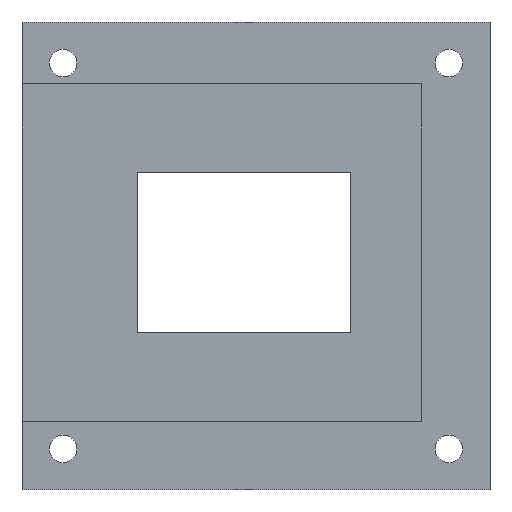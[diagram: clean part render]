
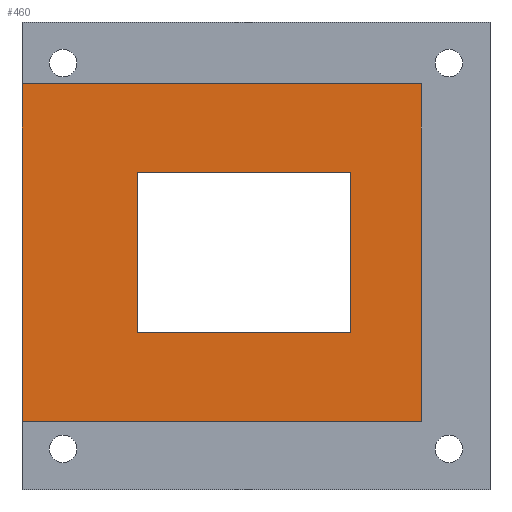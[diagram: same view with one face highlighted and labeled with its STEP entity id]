
A CAD part, left-side view. The second image highlights one B-rep face of the part: STEP entity #460.
In plain terms, the highlighted planar face has unit normal (-1, 0, 0).
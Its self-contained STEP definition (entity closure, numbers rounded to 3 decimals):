
#24=LINE('',#715,#68);
#27=LINE('',#721,#71);
#32=LINE('',#730,#76);
#33=LINE('',#732,#77);
#34=LINE('',#735,#78);
#35=LINE('',#737,#79);
#36=LINE('',#739,#80);
#37=LINE('',#740,#81);
#68=VECTOR('',#596,10.2);
#71=VECTOR('',#601,10.2);
#76=VECTOR('',#608,10.2);
#77=VECTOR('',#611,10.);
#78=VECTOR('',#612,10.);
#79=VECTOR('',#613,10.);
#80=VECTOR('',#614,10.);
#81=VECTOR('',#615,10.);
#115=FACE_BOUND('',#171,.T.);
#140=FACE_OUTER_BOUND('',#170,.T.);
#170=EDGE_LOOP('',(#359,#360,#361,#362));
#171=EDGE_LOOP('',(#363,#364,#365,#366));
#223=VERTEX_POINT('',#711);
#225=VERTEX_POINT('',#714);
#227=VERTEX_POINT('',#720);
#230=VERTEX_POINT('',#727);
#231=VERTEX_POINT('',#733);
#232=VERTEX_POINT('',#734);
#233=VERTEX_POINT('',#736);
#234=VERTEX_POINT('',#738);
#272=EDGE_CURVE('',#223,#225,#24,.T.);
#275=EDGE_CURVE('',#225,#227,#27,.T.);
#280=EDGE_CURVE('',#227,#230,#32,.T.);
#281=EDGE_CURVE('',#230,#223,#33,.T.);
#282=EDGE_CURVE('',#231,#232,#34,.T.);
#283=EDGE_CURVE('',#233,#231,#35,.T.);
#284=EDGE_CURVE('',#234,#233,#36,.T.);
#285=EDGE_CURVE('',#232,#234,#37,.T.);
#359=ORIENTED_EDGE('',*,*,#281,.F.);
#360=ORIENTED_EDGE('',*,*,#280,.F.);
#361=ORIENTED_EDGE('',*,*,#275,.F.);
#362=ORIENTED_EDGE('',*,*,#272,.F.);
#363=ORIENTED_EDGE('',*,*,#282,.F.);
#364=ORIENTED_EDGE('',*,*,#283,.F.);
#365=ORIENTED_EDGE('',*,*,#284,.F.);
#366=ORIENTED_EDGE('',*,*,#285,.F.);
#434=PLANE('',#516);
#460=ADVANCED_FACE('',(#140,#115),#434,.T.);
#516=AXIS2_PLACEMENT_3D('',#731,#609,#610);
#596=DIRECTION('',(0.,-1.,0.));
#601=DIRECTION('',(0.,0.,-1.));
#608=DIRECTION('',(0.,1.,0.));
#609=DIRECTION('center_axis',(-1.,0.,0.));
#610=DIRECTION('ref_axis',(0.,0.,-1.));
#611=DIRECTION('',(0.,0.,1.));
#612=DIRECTION('',(0.,0.,-1.));
#613=DIRECTION('',(0.,1.,0.));
#614=DIRECTION('',(0.,0.,1.));
#615=DIRECTION('',(0.,-1.,0.));
#711=CARTESIAN_POINT('',(-70.586,224.663,26.494));
#714=CARTESIAN_POINT('',(-70.586,166.393,26.494));
#715=CARTESIAN_POINT('',(-70.586,240.925,26.494));
#720=CARTESIAN_POINT('',(-70.586,166.393,-22.741));
#721=CARTESIAN_POINT('',(-70.586,166.393,26.494));
#727=CARTESIAN_POINT('',(-70.586,224.663,-22.741));
#730=CARTESIAN_POINT('',(-70.586,166.393,-22.741));
#731=CARTESIAN_POINT('Origin',(-70.586,203.659,1.876));
#732=CARTESIAN_POINT('',(-70.586,224.663,-15.433));
#733=CARTESIAN_POINT('',(-70.586,207.867,13.54));
#734=CARTESIAN_POINT('',(-70.586,207.867,-9.818));
#735=CARTESIAN_POINT('',(-70.586,207.867,7.708));
#736=CARTESIAN_POINT('',(-70.586,176.757,13.54));
#737=CARTESIAN_POINT('',(-70.586,190.208,13.54));
#738=CARTESIAN_POINT('',(-70.586,176.757,-9.818));
#739=CARTESIAN_POINT('',(-70.586,176.757,-3.971));
#740=CARTESIAN_POINT('',(-70.586,205.763,-9.818));
